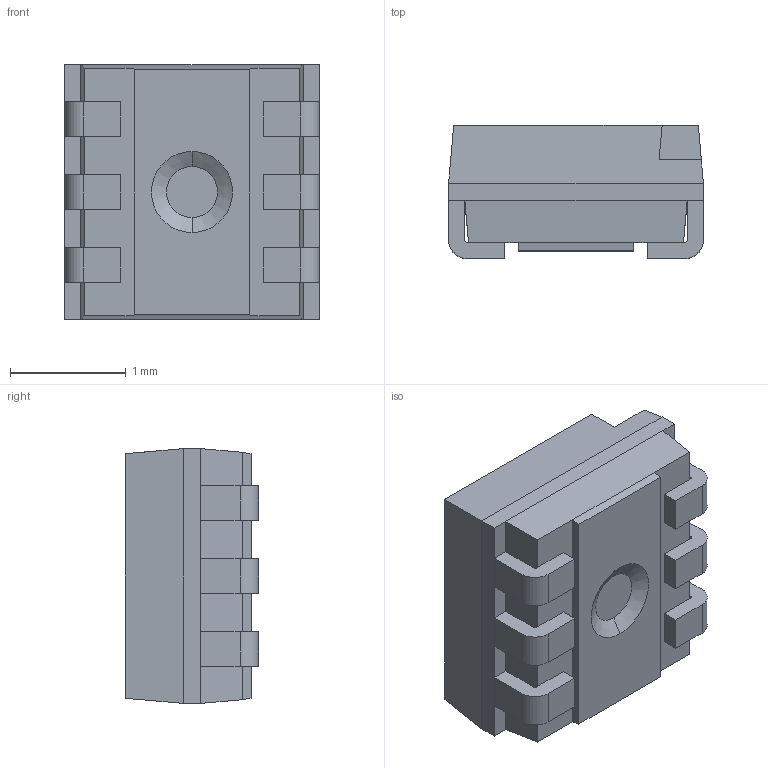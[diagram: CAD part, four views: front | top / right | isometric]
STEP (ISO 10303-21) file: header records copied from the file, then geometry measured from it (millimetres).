
FILE_DESCRIPTION (( 'STEP AP214' ), '1' );
FILE_NAME ('WS2816B-2121.STEP', '2024-09-21T19:00:41', ( '' ), ( '' ), 'SwSTEP 2.0', 'SolidWorks 2021', '' );
FILE_SCHEMA (( 'AUTOMOTIVE_DESIGN' ));
Length unit declared in the file: millimetre
Products named in the file (1): WS2816B-2121
Bounding box: 2.2 x 1.15 x 2.2 mm (x, y, z)
Volume: 4.3 mm3; surface area: 23.7 mm2
Topology: 7 solids, 7 shells, 96 faces, 228 edges, 148 vertices
Faces by surface type: plane 82, cylinder 12, cone 2
Entity records: 2812 total; most frequent: CARTESIAN_POINT 473, ORIENTED_EDGE 456, DIRECTION 450, EDGE_CURVE 228, VECTOR 200, LINE 200, VERTEX_POINT 148, AXIS2_PLACEMENT_3D 125
